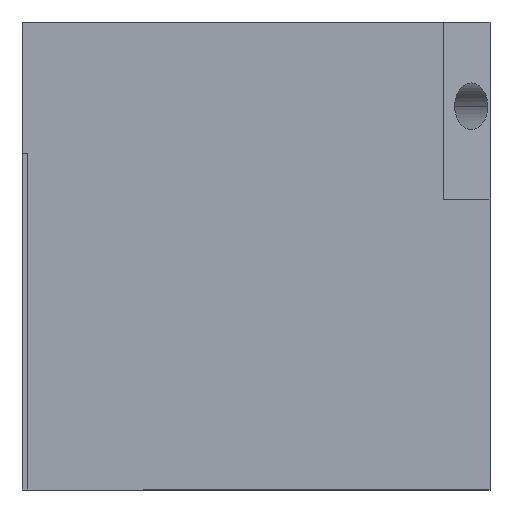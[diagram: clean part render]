
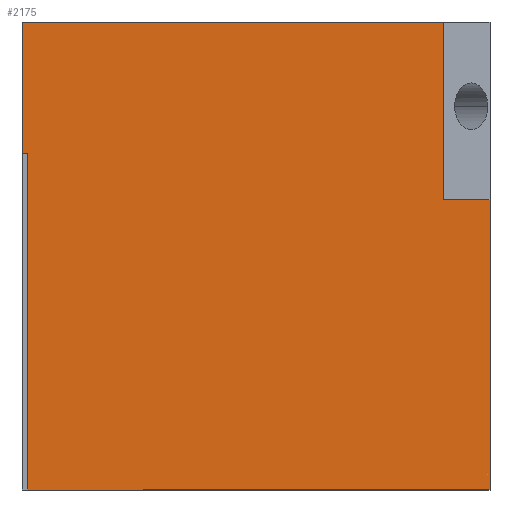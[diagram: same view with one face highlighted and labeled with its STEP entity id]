
A CAD part, front view. The second image highlights one B-rep face of the part: STEP entity #2175.
In plain terms, the highlighted planar face has unit normal (0, -1, 0).
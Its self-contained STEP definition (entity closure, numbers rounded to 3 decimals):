
#250 = VERTEX_POINT ( 'NONE', #678 ) ;
#302 = EDGE_CURVE ( 'NONE', #1841, #250, #1139, .T. ) ;
#327 = DIRECTION ( 'NONE',  ( 1., 0., 0. ) ) ;
#337 = VERTEX_POINT ( 'NONE', #2251 ) ;
#376 = VECTOR ( 'NONE', #766, 1000. ) ;
#429 = PLANE ( 'NONE',  #2431 ) ;
#458 = VECTOR ( 'NONE', #2146, 1000. ) ;
#464 = DIRECTION ( 'NONE',  ( 0., 0., -1. ) ) ;
#482 = CARTESIAN_POINT ( 'NONE',  ( -10., -11., -3. ) ) ;
#505 = VECTOR ( 'NONE', #2977, 1000. ) ;
#571 = DIRECTION ( 'NONE',  ( 0., 0., 1. ) ) ;
#589 = LINE ( 'NONE', #1053, #505 ) ;
#597 = VECTOR ( 'NONE', #464, 1000. ) ;
#653 = CARTESIAN_POINT ( 'NONE',  ( -12.5, -11., 12.5 ) ) ;
#678 = CARTESIAN_POINT ( 'NONE',  ( 12.2, -11., 12.5 ) ) ;
#687 = DIRECTION ( 'NONE',  ( 0., 0., 1. ) ) ;
#707 = LINE ( 'NONE', #1311, #1927 ) ;
#742 = VERTEX_POINT ( 'NONE', #2017 ) ;
#766 = DIRECTION ( 'NONE',  ( -1., 0., 0. ) ) ;
#868 = ORIENTED_EDGE ( 'NONE', *, *, #3038, .T. ) ;
#900 = ORIENTED_EDGE ( 'NONE', *, *, #1882, .T. ) ;
#948 = ORIENTED_EDGE ( 'NONE', *, *, #2589, .T. ) ;
#1003 = ORIENTED_EDGE ( 'NONE', *, *, #1004, .T. ) ;
#1004 = EDGE_CURVE ( 'NONE', #1581, #2485, #1892, .T. ) ;
#1015 = ORIENTED_EDGE ( 'NONE', *, *, #1386, .F. ) ;
#1053 = CARTESIAN_POINT ( 'NONE',  ( -12.5, -11., -12.5 ) ) ;
#1067 = DIRECTION ( 'NONE',  ( 0., 0., 1. ) ) ;
#1139 = LINE ( 'NONE', #2519, #2986 ) ;
#1244 = ORIENTED_EDGE ( 'NONE', *, *, #2798, .T. ) ;
#1311 = CARTESIAN_POINT ( 'NONE',  ( -12.5, -11., -12.5 ) ) ;
#1386 = EDGE_CURVE ( 'NONE', #1841, #337, #1781, .T. ) ;
#1407 = ORIENTED_EDGE ( 'NONE', *, *, #302, .T. ) ;
#1427 = LINE ( 'NONE', #2591, #458 ) ;
#1581 = VERTEX_POINT ( 'NONE', #1589 ) ;
#1589 = CARTESIAN_POINT ( 'NONE',  ( -10., -11., -3. ) ) ;
#1689 = LINE ( 'NONE', #3181, #376 ) ;
#1724 = VECTOR ( 'NONE', #1067, 1000. ) ;
#1781 = LINE ( 'NONE', #1805, #2905 ) ;
#1805 = CARTESIAN_POINT ( 'NONE',  ( 12.2, -11., -5.5 ) ) ;
#1841 = VERTEX_POINT ( 'NONE', #2241 ) ;
#1882 = EDGE_CURVE ( 'NONE', #2994, #742, #707, .T. ) ;
#1892 = LINE ( 'NONE', #482, #597 ) ;
#1927 = VECTOR ( 'NONE', #2740, 1000. ) ;
#2007 = EDGE_LOOP ( 'NONE', ( #1003, #2988, #1244, #1015, #1407, #948, #900, #868 ) ) ;
#2017 = CARTESIAN_POINT ( 'NONE',  ( -12.5, -11., -3. ) ) ;
#2125 = CARTESIAN_POINT ( 'NONE',  ( 12.5, -11., -12.5 ) ) ;
#2129 = DIRECTION ( 'NONE',  ( 0., -1., 0. ) ) ;
#2146 = DIRECTION ( 'NONE',  ( 1., 0., 0. ) ) ;
#2175 = ADVANCED_FACE ( 'NONE', ( #2606 ), #429, .T. ) ;
#2241 = CARTESIAN_POINT ( 'NONE',  ( 12.2, -11., -5.5 ) ) ;
#2251 = CARTESIAN_POINT ( 'NONE',  ( 12.5, -11., -5.5 ) ) ;
#2274 = CARTESIAN_POINT ( 'NONE',  ( 12.5, -11., -12.5 ) ) ;
#2399 = VERTEX_POINT ( 'NONE', #2125 ) ;
#2431 = AXIS2_PLACEMENT_3D ( 'NONE', #3115, #2129, #687 ) ;
#2485 = VERTEX_POINT ( 'NONE', #3156 ) ;
#2519 = CARTESIAN_POINT ( 'NONE',  ( 12.2, -11., 12.5 ) ) ;
#2589 = EDGE_CURVE ( 'NONE', #250, #2994, #1689, .T. ) ;
#2591 = CARTESIAN_POINT ( 'NONE',  ( -12.5, -11., -3. ) ) ;
#2606 = FACE_OUTER_BOUND ( 'NONE', #2007, .T. ) ;
#2740 = DIRECTION ( 'NONE',  ( 0., 0., -1. ) ) ;
#2743 = EDGE_CURVE ( 'NONE', #2485, #2399, #589, .T. ) ;
#2798 = EDGE_CURVE ( 'NONE', #2399, #337, #3018, .T. ) ;
#2905 = VECTOR ( 'NONE', #327, 1000. ) ;
#2977 = DIRECTION ( 'NONE',  ( 1., 0., 0. ) ) ;
#2986 = VECTOR ( 'NONE', #571, 1000. ) ;
#2988 = ORIENTED_EDGE ( 'NONE', *, *, #2743, .T. ) ;
#2994 = VERTEX_POINT ( 'NONE', #653 ) ;
#3018 = LINE ( 'NONE', #2274, #1724 ) ;
#3038 = EDGE_CURVE ( 'NONE', #742, #1581, #1427, .T. ) ;
#3115 = CARTESIAN_POINT ( 'NONE',  ( 12.5, -11., 12.5 ) ) ;
#3156 = CARTESIAN_POINT ( 'NONE',  ( -10., -11., -12.5 ) ) ;
#3181 = CARTESIAN_POINT ( 'NONE',  ( -12.5, -11., 12.5 ) ) ;
